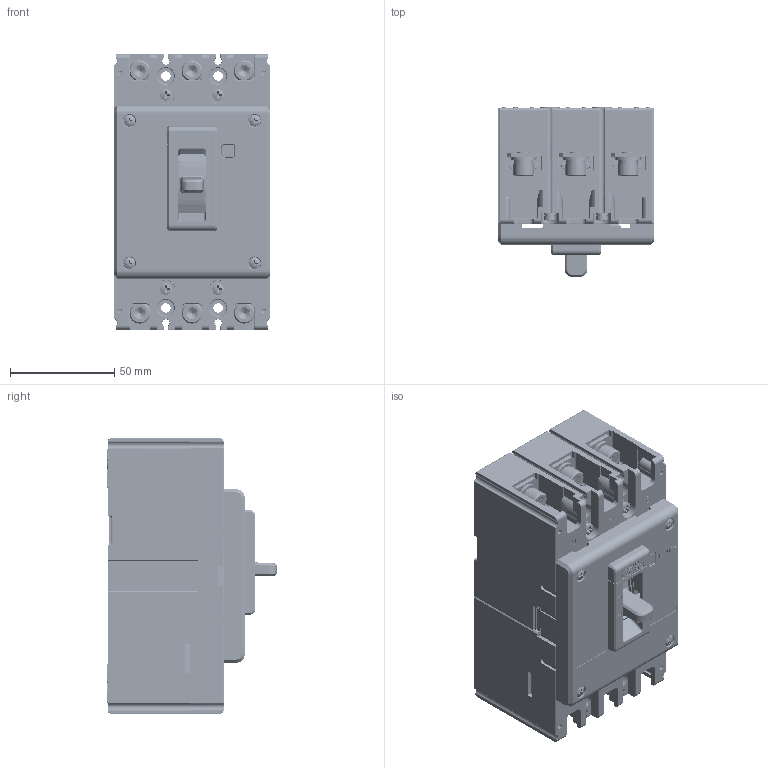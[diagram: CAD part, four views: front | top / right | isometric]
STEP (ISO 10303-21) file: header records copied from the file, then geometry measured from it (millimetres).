
FILE_DESCRIPTION((''),'2;1');
FILE_NAME('ASM0002_ASM','2021-06-09T',('hailiang.he'),(''),'PRO/ENGINEER BY PARAMETRIC TECHNOLOGY CORPORATION, 2015440','PRO/ENGINEER BY PARAMETRIC TECHNOLOGY CORPORATION, 2015440','');
FILE_SCHEMA(('CONFIG_CONTROL_DESIGN'));
Products named in the file (1): ASM0002_ASM
Bounding box: 75 x 81.49 x 132 mm (x, y, z)
Surface area: 230577.5 mm2 (no closed solid volume)
Topology: 0 solids, 201 shells, 6669 faces, 19453 edges, 12932 vertices
Faces by surface type: plane 3026, cylinder 2184, torus 561, sphere 299, extrusion 211, cone 210, bspline 178
Entity records: 235550 total; most frequent: CARTESIAN_POINT 62922, ORIENTED_EDGE 35657, DIRECTION 34945, EDGE_CURVE 19152, VERTEX_POINT 12933, AXIS2_PLACEMENT_3D 12029, VECTOR 10887, LINE 10676
